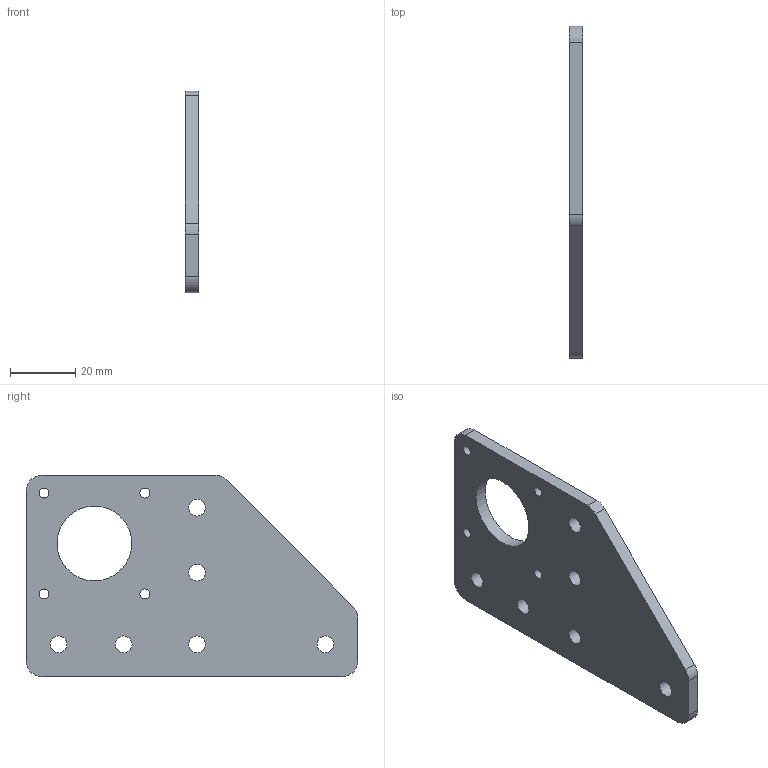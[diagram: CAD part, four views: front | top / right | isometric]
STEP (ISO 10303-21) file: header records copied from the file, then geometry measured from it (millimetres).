
FILE_DESCRIPTION(/* description */ (''),/* implementation_level */ '2;1');
FILE_NAME(/* name */ 'Bottom Gantry v5.step',/* time_stamp */ '2019-03-16T22:09:17-05:00',/* author */ ('partygoat'),/* organization */ (''),/* preprocessor_version */ 'ST-DEVELOPER v17.2',/* originating_system */ 'Autodesk Translation Framework v7.6.0.251',/* authorisation */ '');
FILE_SCHEMA (('AUTOMOTIVE_DESIGN { 1 0 10303 214 3 1 1 }'));
Length unit declared in the file: millimetre
Products named in the file (1): Bottom Gantry
Bounding box: 4 x 102 x 62 mm (x, y, z)
Volume: 19430.2 mm3; surface area: 11728.1 mm2
Topology: 1 solids, 1 shells, 23 faces, 63 edges, 42 vertices
Faces by surface type: cylinder 16, plane 7
Full cylindrical faces by diameter (mm): 3.05 x4, 5.1 x6, 23 x1
Entity records: 826 total; most frequent: DIRECTION 143, CARTESIAN_POINT 129, ORIENTED_EDGE 126, EDGE_CURVE 63, AXIS2_PLACEMENT_3D 56, EDGE_LOOP 45, VERTEX_POINT 42, CIRCLE 32
